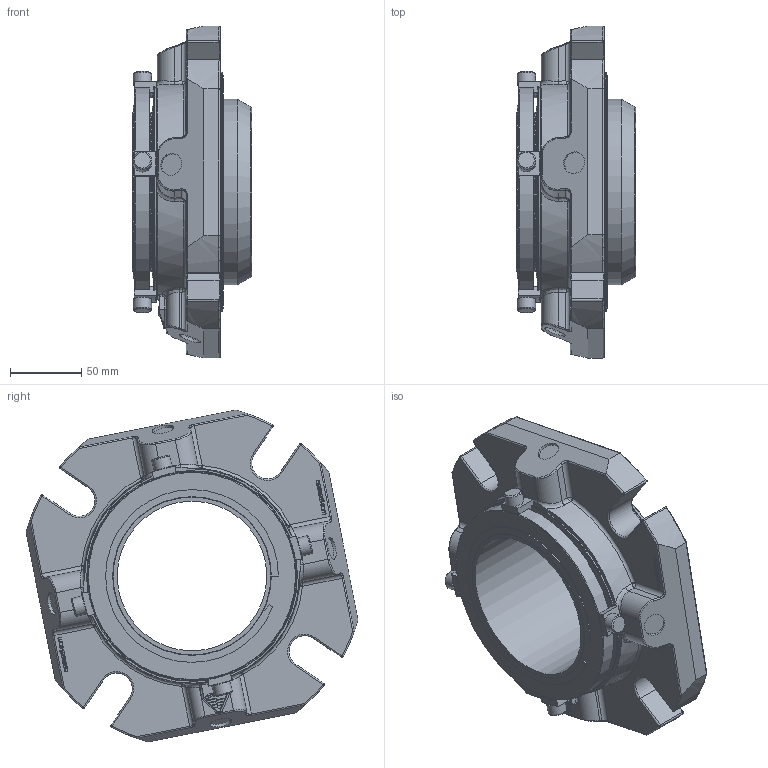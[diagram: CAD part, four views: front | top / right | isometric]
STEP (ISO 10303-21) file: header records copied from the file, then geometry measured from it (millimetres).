
FILE_DESCRIPTION(/* description */ ('Unknown'),/* implementation_level */ '2;1');
FILE_NAME(/* name */ '4.125',/* time_stamp */ '2023-05-09T16:09:18+01:00',/* author */ ('Unknown'),/* organization */ ('Unknown'),/* preprocessor_version */ 'ST-DEVELOPER v18.102',/* originating_system */ 'Solid Edge',/* authorisation */ 'Unknown');
FILE_SCHEMA (('AUTOMOTIVE_DESIGN {1 0 10303 214 3 1 1}'));
Length unit declared in the file: millimetre
Products named in the file (1): 4.125
Bounding box: 83.46 x 232.31 x 232.31 mm (x, y, z)
Volume: 1199832.2 mm3; surface area: 154732.1 mm2
Topology: 1 solids, 1 shells, 918 faces, 2416 edges, 1475 vertices
Faces by surface type: cylinder 267, bspline 251, plane 250, torus 99, sphere 26, cone 25
Full cylindrical faces by diameter (mm): 2.194 x1, 13 x4, 15.5 x4, 104.775 x1, 111.1 x2, 111.862 x1, 119.05 x1, 126.492 x1, 129.794 x1, 146.05 x1, 147.574 x1, 163.5 x1, 167.916 x1
Entity records: 33028 total; most frequent: CARTESIAN_POINT 12369, ORIENTED_EDGE 4610, DIRECTION 3812, EDGE_CURVE 2305, VERTEX_POINT 1453, AXIS2_PLACEMENT_3D 1429, EDGE_LOOP 1008, FACE_BOUND 1008
